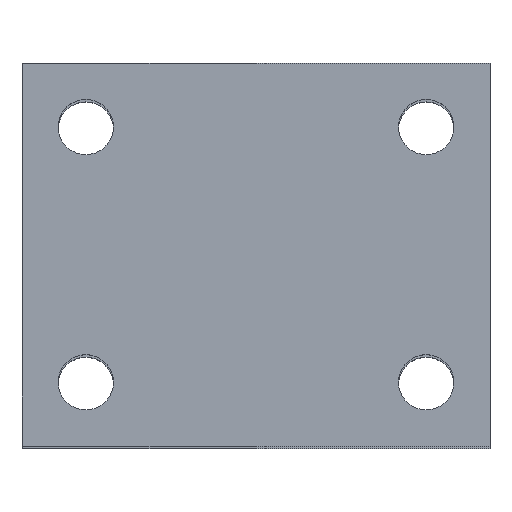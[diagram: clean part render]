
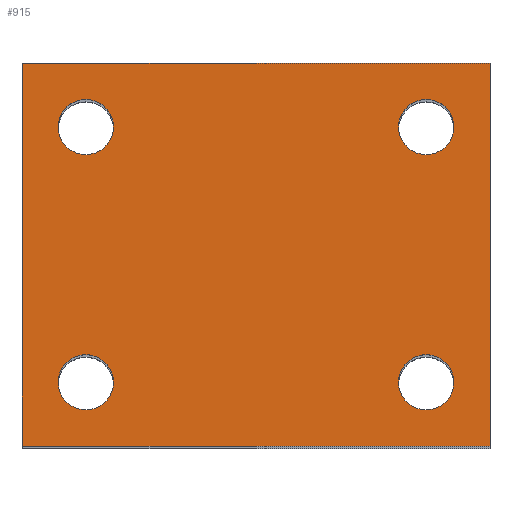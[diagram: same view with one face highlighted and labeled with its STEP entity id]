
A CAD part, top view. The second image highlights one B-rep face of the part: STEP entity #915.
In plain terms, the highlighted planar face has unit normal (0, 0, 1).
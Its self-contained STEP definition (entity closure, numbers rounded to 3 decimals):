
#7 = DIRECTION ( 'NONE',  ( 1., 0., 0. ) ) ;
#18 = CARTESIAN_POINT ( 'NONE',  ( -6.7, -6., 72. ) ) ;
#39 = DIRECTION ( 'NONE',  ( 1., 0., 0. ) ) ;
#51 = DIRECTION ( 'NONE',  ( 0., 0., 1. ) ) ;
#61 = CARTESIAN_POINT ( 'NONE',  ( 9.3, 6., 72. ) ) ;
#69 = EDGE_CURVE ( 'NONE', #750, #632, #799, .T. ) ;
#70 = DIRECTION ( 'NONE',  ( 1., 0., 0. ) ) ;
#71 = CARTESIAN_POINT ( 'NONE',  ( 9.3, -6., 72. ) ) ;
#79 = ORIENTED_EDGE ( 'NONE', *, *, #1152, .T. ) ;
#80 = AXIS2_PLACEMENT_3D ( 'NONE', #1148, #437, #226 ) ;
#95 = DIRECTION ( 'NONE',  ( 0., 0., 1. ) ) ;
#102 = EDGE_CURVE ( 'NONE', #290, #699, #1243, .T. ) ;
#129 = ORIENTED_EDGE ( 'NONE', *, *, #832, .F. ) ;
#144 = DIRECTION ( 'NONE',  ( 1., 0., 0. ) ) ;
#164 = EDGE_CURVE ( 'NONE', #699, #290, #538, .T. ) ;
#183 = AXIS2_PLACEMENT_3D ( 'NONE', #1037, #1066, #1055 ) ;
#192 = CARTESIAN_POINT ( 'NONE',  ( -11., 0., 72. ) ) ;
#204 = CARTESIAN_POINT ( 'NONE',  ( 11., 9., 72. ) ) ;
#220 = CARTESIAN_POINT ( 'NONE',  ( -9.3, 6., 72. ) ) ;
#226 = DIRECTION ( 'NONE',  ( 1., 0., 0. ) ) ;
#229 = ORIENTED_EDGE ( 'NONE', *, *, #866, .F. ) ;
#255 = FACE_BOUND ( 'NONE', #729, .T. ) ;
#272 = DIRECTION ( 'NONE',  ( 0., 0., 1. ) ) ;
#290 = VERTEX_POINT ( 'NONE', #1065 ) ;
#293 = CARTESIAN_POINT ( 'NONE',  ( 8., 6., 72. ) ) ;
#297 = DIRECTION ( 'NONE',  ( 0., 0., 1. ) ) ;
#319 = EDGE_LOOP ( 'NONE', ( #926, #79, #966, #389 ) ) ;
#349 = VERTEX_POINT ( 'NONE', #449 ) ;
#351 = EDGE_CURVE ( 'NONE', #524, #415, #963, .T. ) ;
#389 = ORIENTED_EDGE ( 'NONE', *, *, #69, .F. ) ;
#411 = CARTESIAN_POINT ( 'NONE',  ( -11., 9., 72. ) ) ;
#415 = VERTEX_POINT ( 'NONE', #71 ) ;
#419 = VECTOR ( 'NONE', #1002, 1000. ) ;
#437 = DIRECTION ( 'NONE',  ( 0., 0., 1. ) ) ;
#449 = CARTESIAN_POINT ( 'NONE',  ( -11., -9., 72. ) ) ;
#470 = VECTOR ( 'NONE', #7, 1000. ) ;
#471 = CARTESIAN_POINT ( 'NONE',  ( -8., -6., 72. ) ) ;
#477 = CIRCLE ( 'NONE', #860, 1.3 ) ;
#488 = ORIENTED_EDGE ( 'NONE', *, *, #351, .F. ) ;
#489 = CARTESIAN_POINT ( 'NONE',  ( -8., -6., 72. ) ) ;
#497 = EDGE_LOOP ( 'NONE', ( #229, #129 ) ) ;
#519 = VERTEX_POINT ( 'NONE', #1188 ) ;
#521 = FACE_BOUND ( 'NONE', #497, .T. ) ;
#524 = VERTEX_POINT ( 'NONE', #675 ) ;
#538 = CIRCLE ( 'NONE', #1293, 1.3 ) ;
#539 = CARTESIAN_POINT ( 'NONE',  ( 8., -6., 72. ) ) ;
#543 = EDGE_CURVE ( 'NONE', #1096, #519, #477, .T. ) ;
#545 = CIRCLE ( 'NONE', #1298, 1.3 ) ;
#550 = CARTESIAN_POINT ( 'NONE',  ( -8., 6., 72. ) ) ;
#554 = FACE_BOUND ( 'NONE', #807, .T. ) ;
#573 = EDGE_CURVE ( 'NONE', #519, #1096, #1226, .T. ) ;
#595 = VECTOR ( 'NONE', #621, 1000. ) ;
#597 = DIRECTION ( 'NONE',  ( 1., 0., 0. ) ) ;
#603 = ORIENTED_EDGE ( 'NONE', *, *, #573, .F. ) ;
#605 = CARTESIAN_POINT ( 'NONE',  ( 8., 6., 72. ) ) ;
#621 = DIRECTION ( 'NONE',  ( 0., -1., 0. ) ) ;
#629 = EDGE_CURVE ( 'NONE', #632, #1272, #1132, .T. ) ;
#632 = VERTEX_POINT ( 'NONE', #204 ) ;
#662 = FACE_OUTER_BOUND ( 'NONE', #319, .T. ) ;
#669 = ORIENTED_EDGE ( 'NONE', *, *, #543, .F. ) ;
#675 = CARTESIAN_POINT ( 'NONE',  ( 6.7, -6., 72. ) ) ;
#676 = DIRECTION ( 'NONE',  ( 1., 0., 0. ) ) ;
#699 = VERTEX_POINT ( 'NONE', #18 ) ;
#707 = CARTESIAN_POINT ( 'NONE',  ( 0., 9., 72. ) ) ;
#712 = CIRCLE ( 'NONE', #183, 1.3 ) ;
#729 = EDGE_LOOP ( 'NONE', ( #488, #1041 ) ) ;
#733 = AXIS2_PLACEMENT_3D ( 'NONE', #293, #297, #597 ) ;
#750 = VERTEX_POINT ( 'NONE', #411 ) ;
#756 = CIRCLE ( 'NONE', #815, 1.3 ) ;
#759 = CARTESIAN_POINT ( 'NONE',  ( -6.7, 6., 72. ) ) ;
#794 = DIRECTION ( 'NONE',  ( 0., 0., 1. ) ) ;
#795 = VERTEX_POINT ( 'NONE', #220 ) ;
#799 = LINE ( 'NONE', #707, #470 ) ;
#807 = EDGE_LOOP ( 'NONE', ( #603, #669 ) ) ;
#815 = AXIS2_PLACEMENT_3D ( 'NONE', #539, #949, #39 ) ;
#816 = VECTOR ( 'NONE', #1029, 1000. ) ;
#832 = EDGE_CURVE ( 'NONE', #886, #795, #545, .T. ) ;
#833 = ORIENTED_EDGE ( 'NONE', *, *, #164, .F. ) ;
#860 = AXIS2_PLACEMENT_3D ( 'NONE', #605, #95, #1308 ) ;
#862 = CARTESIAN_POINT ( 'NONE',  ( 8., -6., 72. ) ) ;
#866 = EDGE_CURVE ( 'NONE', #795, #886, #712, .T. ) ;
#880 = DIRECTION ( 'NONE',  ( 1., 0., 0. ) ) ;
#886 = VERTEX_POINT ( 'NONE', #759 ) ;
#888 = CARTESIAN_POINT ( 'NONE',  ( 11., 0., 72. ) ) ;
#892 = AXIS2_PLACEMENT_3D ( 'NONE', #862, #1189, #676 ) ;
#915 = ADVANCED_FACE ( 'NONE', ( #662, #1048, #554, #255, #521 ), #933, .T. ) ;
#917 = LINE ( 'NONE', #1024, #419 ) ;
#926 = ORIENTED_EDGE ( 'NONE', *, *, #1130, .T. ) ;
#933 = PLANE ( 'NONE',  #80 ) ;
#945 = AXIS2_PLACEMENT_3D ( 'NONE', #471, #272, #880 ) ;
#949 = DIRECTION ( 'NONE',  ( 0., 0., 1. ) ) ;
#963 = CIRCLE ( 'NONE', #892, 1.3 ) ;
#966 = ORIENTED_EDGE ( 'NONE', *, *, #629, .F. ) ;
#968 = EDGE_CURVE ( 'NONE', #415, #524, #756, .T. ) ;
#1002 = DIRECTION ( 'NONE',  ( 1., 0., 0. ) ) ;
#1024 = CARTESIAN_POINT ( 'NONE',  ( 0., -9., 72. ) ) ;
#1029 = DIRECTION ( 'NONE',  ( 0., -1., 0. ) ) ;
#1037 = CARTESIAN_POINT ( 'NONE',  ( -8., 6., 72. ) ) ;
#1041 = ORIENTED_EDGE ( 'NONE', *, *, #968, .F. ) ;
#1042 = CARTESIAN_POINT ( 'NONE',  ( 11., -9., 72. ) ) ;
#1048 = FACE_BOUND ( 'NONE', #1158, .T. ) ;
#1055 = DIRECTION ( 'NONE',  ( 1., 0., 0. ) ) ;
#1065 = CARTESIAN_POINT ( 'NONE',  ( -9.3, -6., 72. ) ) ;
#1066 = DIRECTION ( 'NONE',  ( 0., 0., 1. ) ) ;
#1096 = VERTEX_POINT ( 'NONE', #61 ) ;
#1130 = EDGE_CURVE ( 'NONE', #750, #349, #1317, .T. ) ;
#1132 = LINE ( 'NONE', #888, #816 ) ;
#1148 = CARTESIAN_POINT ( 'NONE',  ( 0., 0., 72. ) ) ;
#1152 = EDGE_CURVE ( 'NONE', #349, #1272, #917, .T. ) ;
#1158 = EDGE_LOOP ( 'NONE', ( #1285, #833 ) ) ;
#1188 = CARTESIAN_POINT ( 'NONE',  ( 6.7, 6., 72. ) ) ;
#1189 = DIRECTION ( 'NONE',  ( 0., 0., 1. ) ) ;
#1226 = CIRCLE ( 'NONE', #733, 1.3 ) ;
#1243 = CIRCLE ( 'NONE', #945, 1.3 ) ;
#1272 = VERTEX_POINT ( 'NONE', #1042 ) ;
#1285 = ORIENTED_EDGE ( 'NONE', *, *, #102, .F. ) ;
#1293 = AXIS2_PLACEMENT_3D ( 'NONE', #489, #794, #70 ) ;
#1298 = AXIS2_PLACEMENT_3D ( 'NONE', #550, #51, #144 ) ;
#1308 = DIRECTION ( 'NONE',  ( 1., 0., 0. ) ) ;
#1317 = LINE ( 'NONE', #192, #595 ) ;
